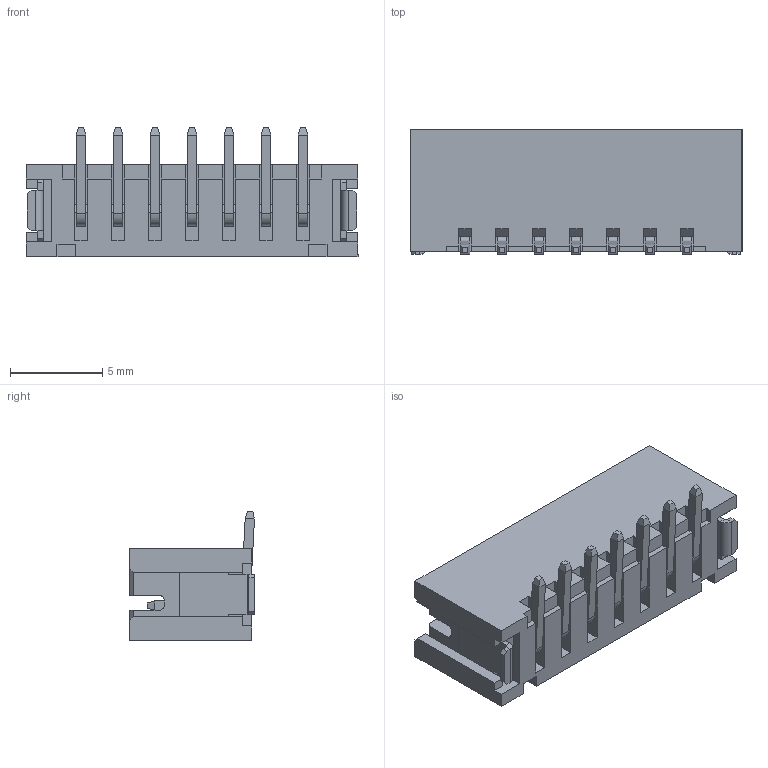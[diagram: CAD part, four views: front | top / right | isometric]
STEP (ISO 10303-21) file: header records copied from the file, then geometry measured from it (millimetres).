
FILE_DESCRIPTION (( 'STEP AP214' ), '1' );
FILE_NAME ('B7B-PH-SM4-TB.STEP', '2023-11-26T21:45:16', ( '' ), ( '' ), 'SwSTEP 2.0', 'SolidWorks 2021', '' );
FILE_SCHEMA (( 'AUTOMOTIVE_DESIGN' ));
Length unit declared in the file: millimetre
Products named in the file (4): BxB-PH-SM4 body_7; BxB-PH-SM4 tab; B7B-PH-SM4-TB; BxB-PH-SM4 pin
Assembly tree (10 placements, depth 2):
  B7B-PH-SM4-TB
    BxB-PH-SM4 body_7
    BxB-PH-SM4 tab  x2
    BxB-PH-SM4 pin  x7
Bounding box: 17.95 x 6.75 x 7 mm (x, y, z)
Volume: 279.5 mm3; surface area: 920.6 mm2
Topology: 10 solids, 10 shells, 421 faces, 1075 edges, 670 vertices
Faces by surface type: plane 399, cylinder 22
Entity records: 8707 total; most frequent: CARTESIAN_POINT 1533, ORIENTED_EDGE 1518, DIRECTION 1335, EDGE_CURVE 759, LINE 743, VECTOR 743, VERTEX_POINT 494, AXIS2_PLACEMENT_3D 296
